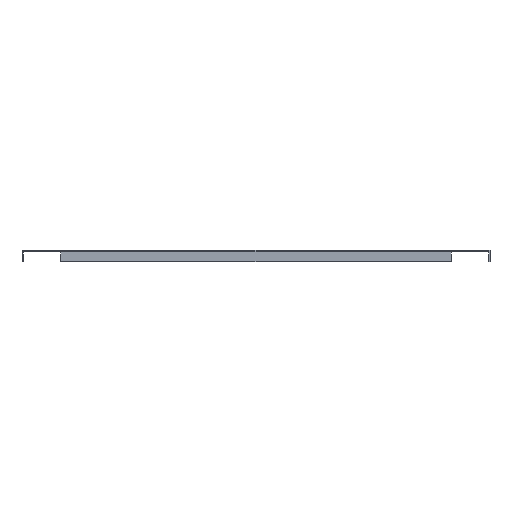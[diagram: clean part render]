
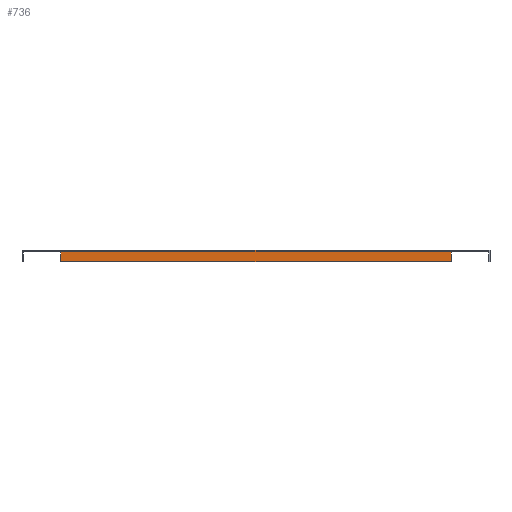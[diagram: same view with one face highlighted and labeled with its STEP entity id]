
A CAD part, front view. The second image highlights one B-rep face of the part: STEP entity #736.
In plain terms, the highlighted planar face has unit normal (0, -1, 0).
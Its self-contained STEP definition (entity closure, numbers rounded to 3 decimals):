
#69 = CARTESIAN_POINT ( 'NONE',  ( 35., 15., -2.5 ) ) ;
#74 = EDGE_CURVE ( 'NONE', #4801, #4809, #3321, .T. ) ;
#106 = VECTOR ( 'NONE', #622, 1000. ) ;
#139 = LINE ( 'NONE', #3428, #2729 ) ;
#321 = VERTEX_POINT ( 'NONE', #2420 ) ;
#355 = CARTESIAN_POINT ( 'NONE',  ( 35., 15., 0. ) ) ;
#391 = LINE ( 'NONE', #4334, #3220 ) ;
#419 = CARTESIAN_POINT ( 'NONE',  ( 35., 15., -2.5 ) ) ;
#450 = EDGE_CURVE ( 'NONE', #1077, #321, #2124, .T. ) ;
#484 = CARTESIAN_POINT ( 'NONE',  ( 105., 15., -20. ) ) ;
#607 = ORIENTED_EDGE ( 'NONE', *, *, #1420, .T. ) ;
#622 = DIRECTION ( 'NONE',  ( 0., 0., 1. ) ) ;
#657 = ORIENTED_EDGE ( 'NONE', *, *, #4644, .F. ) ;
#736 = ADVANCED_FACE ( 'NONE', ( #1590 ), #3999, .T. ) ;
#930 = VECTOR ( 'NONE', #4690, 1000. ) ;
#1077 = VERTEX_POINT ( 'NONE', #4788 ) ;
#1122 = DIRECTION ( 'NONE',  ( 0., -1., 0. ) ) ;
#1140 = CARTESIAN_POINT ( 'NONE',  ( 68.5, 15., 0. ) ) ;
#1254 = EDGE_CURVE ( 'NONE', #3624, #1538, #1343, .T. ) ;
#1264 = DIRECTION ( 'NONE',  ( 1., 0., 0. ) ) ;
#1343 = LINE ( 'NONE', #419, #3133 ) ;
#1420 = EDGE_CURVE ( 'NONE', #1538, #2116, #391, .T. ) ;
#1538 = VERTEX_POINT ( 'NONE', #2499 ) ;
#1590 = FACE_OUTER_BOUND ( 'NONE', #4435, .T. ) ;
#1887 = DIRECTION ( 'NONE',  ( 1., 0., 0. ) ) ;
#1937 = ORIENTED_EDGE ( 'NONE', *, *, #2224, .F. ) ;
#1953 = ORIENTED_EDGE ( 'NONE', *, *, #450, .F. ) ;
#2116 = VERTEX_POINT ( 'NONE', #4549 ) ;
#2124 = LINE ( 'NONE', #484, #2863 ) ;
#2219 = ORIENTED_EDGE ( 'NONE', *, *, #74, .T. ) ;
#2224 = EDGE_CURVE ( 'NONE', #3695, #2116, #5191, .T. ) ;
#2239 = EDGE_CURVE ( 'NONE', #321, #4809, #5084, .T. ) ;
#2420 = CARTESIAN_POINT ( 'NONE',  ( 105., 15., -20. ) ) ;
#2499 = CARTESIAN_POINT ( 'NONE',  ( 846.5, 15., -2.5 ) ) ;
#2503 = DIRECTION ( 'NONE',  ( 1., 0., 0. ) ) ;
#2729 = VECTOR ( 'NONE', #4994, 1000. ) ;
#2731 = DIRECTION ( 'NONE',  ( 1., 0., 0. ) ) ;
#2863 = VECTOR ( 'NONE', #2934, 1000. ) ;
#2934 = DIRECTION ( 'NONE',  ( -1., 0., 0. ) ) ;
#2935 = ORIENTED_EDGE ( 'NONE', *, *, #3833, .T. ) ;
#3018 = LINE ( 'NONE', #4245, #106 ) ;
#3075 = CARTESIAN_POINT ( 'NONE',  ( 105., 15., -20. ) ) ;
#3133 = VECTOR ( 'NONE', #1264, 1000. ) ;
#3201 = CARTESIAN_POINT ( 'NONE',  ( 35., 15., -2.5 ) ) ;
#3220 = VECTOR ( 'NONE', #5145, 1000. ) ;
#3321 = LINE ( 'NONE', #69, #4974 ) ;
#3408 = CARTESIAN_POINT ( 'NONE',  ( 810., 15., -2.5 ) ) ;
#3428 = CARTESIAN_POINT ( 'NONE',  ( 68.5, 15., -22.5 ) ) ;
#3456 = AXIS2_PLACEMENT_3D ( 'NONE', #3201, #1122, #2731 ) ;
#3624 = VERTEX_POINT ( 'NONE', #3408 ) ;
#3695 = VERTEX_POINT ( 'NONE', #1140 ) ;
#3833 = EDGE_CURVE ( 'NONE', #1077, #3624, #3018, .T. ) ;
#3956 = CARTESIAN_POINT ( 'NONE',  ( 68.5, 15., -2.5 ) ) ;
#3970 = ORIENTED_EDGE ( 'NONE', *, *, #2239, .F. ) ;
#3999 = PLANE ( 'NONE',  #3456 ) ;
#4245 = CARTESIAN_POINT ( 'NONE',  ( 810., 15., -20. ) ) ;
#4334 = CARTESIAN_POINT ( 'NONE',  ( 846.5, 15., -22.5 ) ) ;
#4435 = EDGE_LOOP ( 'NONE', ( #607, #1937, #657, #2219, #3970, #1953, #2935, #4608 ) ) ;
#4549 = CARTESIAN_POINT ( 'NONE',  ( 846.5, 15., 0. ) ) ;
#4608 = ORIENTED_EDGE ( 'NONE', *, *, #1254, .T. ) ;
#4644 = EDGE_CURVE ( 'NONE', #4801, #3695, #139, .T. ) ;
#4690 = DIRECTION ( 'NONE',  ( 0., 0., 1. ) ) ;
#4706 = CARTESIAN_POINT ( 'NONE',  ( 105., 15., -2.5 ) ) ;
#4788 = CARTESIAN_POINT ( 'NONE',  ( 810., 15., -20. ) ) ;
#4801 = VERTEX_POINT ( 'NONE', #3956 ) ;
#4809 = VERTEX_POINT ( 'NONE', #4706 ) ;
#4974 = VECTOR ( 'NONE', #2503, 1000. ) ;
#4979 = VECTOR ( 'NONE', #1887, 1000. ) ;
#4994 = DIRECTION ( 'NONE',  ( 0., 0., 1. ) ) ;
#5084 = LINE ( 'NONE', #3075, #930 ) ;
#5145 = DIRECTION ( 'NONE',  ( 0., 0., 1. ) ) ;
#5191 = LINE ( 'NONE', #355, #4979 ) ;
